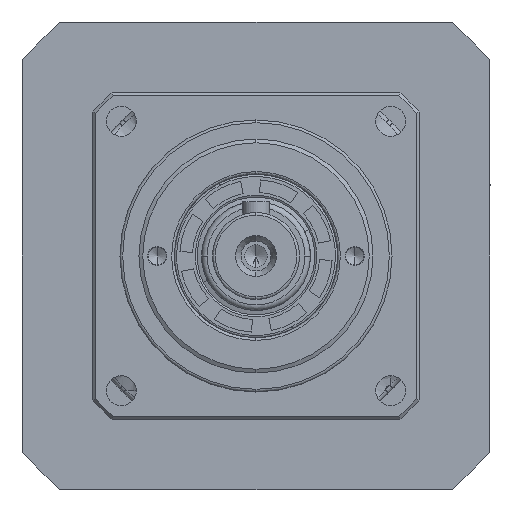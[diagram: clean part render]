
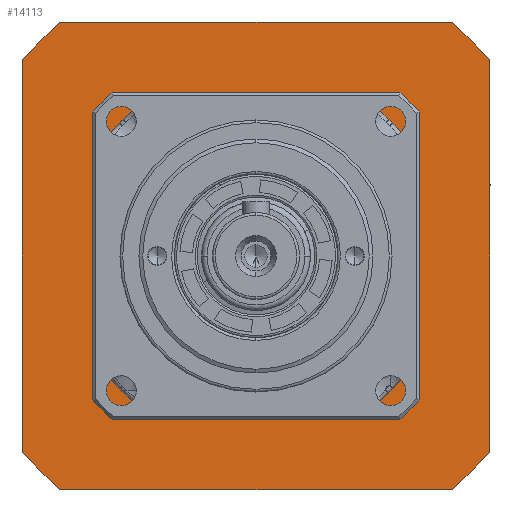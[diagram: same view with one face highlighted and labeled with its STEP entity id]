
A CAD part, left-side view. The second image highlights one B-rep face of the part: STEP entity #14113.
In plain terms, the highlighted planar face has unit normal (-1, 0, 0).
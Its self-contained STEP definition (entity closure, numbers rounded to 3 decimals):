
#240 = CARTESIAN_POINT ( 'NONE',  ( 5.5, -30., -18.028 ) ) ;
#688 = VERTEX_POINT ( 'NONE', #240 ) ;
#775 = ORIENTED_EDGE ( 'NONE', *, *, #13349, .T. ) ;
#819 = EDGE_CURVE ( 'NONE', #2786, #11914, #22258, .T. ) ;
#1498 = DIRECTION ( 'NONE',  ( -1., 0., 0. ) ) ;
#1599 = VERTEX_POINT ( 'NONE', #19102 ) ;
#1648 = DIRECTION ( 'NONE',  ( 0., 0., -1. ) ) ;
#2301 = VERTEX_POINT ( 'NONE', #8858 ) ;
#2362 = EDGE_CURVE ( 'NONE', #12838, #17107, #2366, .T. ) ;
#2366 = LINE ( 'NONE', #8483, #3701 ) ;
#2396 = FACE_BOUND ( 'NONE', #13470, .T. ) ;
#2478 = FACE_OUTER_BOUND ( 'NONE', #18527, .T. ) ;
#2629 = CARTESIAN_POINT ( 'NONE',  ( 5.5, 35.875, 43. ) ) ;
#2785 = CIRCLE ( 'NONE', #26629, 56. ) ;
#2786 = VERTEX_POINT ( 'NONE', #5095 ) ;
#2851 = CARTESIAN_POINT ( 'NONE',  ( 5.5, 43., 35.875 ) ) ;
#2865 = AXIS2_PLACEMENT_3D ( 'NONE', #11632, #11629, #11607 ) ;
#3028 = ORIENTED_EDGE ( 'NONE', *, *, #22073, .T. ) ;
#3355 = LINE ( 'NONE', #13691, #19468 ) ;
#3701 = VECTOR ( 'NONE', #8512, 1000. ) ;
#3961 = EDGE_CURVE ( 'NONE', #20439, #13658, #9927, .T. ) ;
#4160 = EDGE_CURVE ( 'NONE', #17107, #26287, #6060, .T. ) ;
#4345 = LINE ( 'NONE', #22787, #13921 ) ;
#4724 = CARTESIAN_POINT ( 'NONE',  ( 5.5, 0., 0. ) ) ;
#5095 = CARTESIAN_POINT ( 'NONE',  ( 5.5, 18.028, -30. ) ) ;
#5216 = PLANE ( 'NONE',  #20519 ) ;
#5320 = CARTESIAN_POINT ( 'NONE',  ( 5.5, -18.028, -30. ) ) ;
#5374 = LINE ( 'NONE', #20663, #6069 ) ;
#5799 = EDGE_CURVE ( 'NONE', #11914, #10622, #16574, .T. ) ;
#6060 = CIRCLE ( 'NONE', #16651, 56. ) ;
#6069 = VECTOR ( 'NONE', #1648, 1000. ) ;
#6197 = CIRCLE ( 'NONE', #2865, 35. ) ;
#6268 = VECTOR ( 'NONE', #6403, 1000. ) ;
#6398 = DIRECTION ( 'NONE',  ( 0., 0., -1. ) ) ;
#6403 = DIRECTION ( 'NONE',  ( 0., 1., 0. ) ) ;
#6425 = DIRECTION ( 'NONE',  ( -1., 0., 0. ) ) ;
#6433 = EDGE_CURVE ( 'NONE', #10622, #13303, #6197, .T. ) ;
#6463 = CARTESIAN_POINT ( 'NONE',  ( 5.5, 0., 0. ) ) ;
#6844 = DIRECTION ( 'NONE',  ( 0., 0., 1. ) ) ;
#7040 = CARTESIAN_POINT ( 'NONE',  ( 5.5, 18.028, 30. ) ) ;
#7347 = CARTESIAN_POINT ( 'NONE',  ( 5.5, -35., 0. ) ) ;
#7644 = LINE ( 'NONE', #14587, #6268 ) ;
#8483 = CARTESIAN_POINT ( 'NONE',  ( 5.5, 43., 0. ) ) ;
#8512 = DIRECTION ( 'NONE',  ( 0., 0., -1. ) ) ;
#8606 = DIRECTION ( 'NONE',  ( -1., 0., 0. ) ) ;
#8858 = CARTESIAN_POINT ( 'NONE',  ( 5.5, -35.875, 43. ) ) ;
#9256 = ORIENTED_EDGE ( 'NONE', *, *, #26644, .T. ) ;
#9427 = DIRECTION ( 'NONE',  ( -1., 0., 0. ) ) ;
#9444 = CARTESIAN_POINT ( 'NONE',  ( 5.5, -35.875, -43. ) ) ;
#9761 = DIRECTION ( 'NONE',  ( 0., 0., 1. ) ) ;
#9791 = CARTESIAN_POINT ( 'NONE',  ( 5.5, -43., 0. ) ) ;
#9874 = VECTOR ( 'NONE', #9761, 1000. ) ;
#9927 = LINE ( 'NONE', #9791, #9874 ) ;
#10001 = DIRECTION ( 'NONE',  ( -1., 0., 0. ) ) ;
#10048 = DIRECTION ( 'NONE',  ( 1., 0., 0. ) ) ;
#10622 = VERTEX_POINT ( 'NONE', #19410 ) ;
#11502 = CARTESIAN_POINT ( 'NONE',  ( 5.5, -43., -35.875 ) ) ;
#11607 = DIRECTION ( 'NONE',  ( 0., 0., 1. ) ) ;
#11629 = DIRECTION ( 'NONE',  ( 1., 0., 0. ) ) ;
#11632 = CARTESIAN_POINT ( 'NONE',  ( 5.5, 0., 0. ) ) ;
#11898 = ORIENTED_EDGE ( 'NONE', *, *, #3961, .T. ) ;
#11914 = VERTEX_POINT ( 'NONE', #15642 ) ;
#12137 = ORIENTED_EDGE ( 'NONE', *, *, #6433, .T. ) ;
#12332 = CIRCLE ( 'NONE', #12912, 35. ) ;
#12389 = CIRCLE ( 'NONE', #19998, 35. ) ;
#12676 = VERTEX_POINT ( 'NONE', #5320 ) ;
#12821 = ORIENTED_EDGE ( 'NONE', *, *, #20482, .T. ) ;
#12838 = VERTEX_POINT ( 'NONE', #2851 ) ;
#12912 = AXIS2_PLACEMENT_3D ( 'NONE', #22229, #10048, #24269 ) ;
#13303 = VERTEX_POINT ( 'NONE', #7040 ) ;
#13349 = EDGE_CURVE ( 'NONE', #12676, #2786, #4345, .T. ) ;
#13470 = EDGE_LOOP ( 'NONE', ( #23164, #12137, #12821, #18711, #9256, #15689, #775, #21501 ) ) ;
#13566 = VECTOR ( 'NONE', #17706, 1000. ) ;
#13658 = VERTEX_POINT ( 'NONE', #14065 ) ;
#13691 = CARTESIAN_POINT ( 'NONE',  ( 5.5, -35., 30. ) ) ;
#13717 = VECTOR ( 'NONE', #22674, 1000. ) ;
#13921 = VECTOR ( 'NONE', #20850, 1000. ) ;
#13950 = CARTESIAN_POINT ( 'NONE',  ( 5.5, 0., 0. ) ) ;
#14065 = CARTESIAN_POINT ( 'NONE',  ( 5.5, -43., 35.875 ) ) ;
#14113 = ADVANCED_FACE ( 'NONE', ( #2478, #2396 ), #5216, .T. ) ;
#14556 = AXIS2_PLACEMENT_3D ( 'NONE', #24916, #21858, #14929 ) ;
#14587 = CARTESIAN_POINT ( 'NONE',  ( 5.5, -35., 43. ) ) ;
#14828 = ORIENTED_EDGE ( 'NONE', *, *, #4160, .T. ) ;
#14929 = DIRECTION ( 'NONE',  ( 0., 0., 1. ) ) ;
#15642 = CARTESIAN_POINT ( 'NONE',  ( 5.5, 30., -18.028 ) ) ;
#15689 = ORIENTED_EDGE ( 'NONE', *, *, #16204, .T. ) ;
#15967 = DIRECTION ( 'NONE',  ( 0., 0., -1. ) ) ;
#16204 = EDGE_CURVE ( 'NONE', #688, #12676, #12332, .T. ) ;
#16342 = CARTESIAN_POINT ( 'NONE',  ( 5.5, 35.875, -43. ) ) ;
#16392 = ORIENTED_EDGE ( 'NONE', *, *, #23493, .T. ) ;
#16574 = LINE ( 'NONE', #17861, #13566 ) ;
#16651 = AXIS2_PLACEMENT_3D ( 'NONE', #6463, #6425, #6398 ) ;
#16852 = AXIS2_PLACEMENT_3D ( 'NONE', #22195, #10001, #24238 ) ;
#17107 = VERTEX_POINT ( 'NONE', #19309 ) ;
#17190 = VERTEX_POINT ( 'NONE', #9444 ) ;
#17706 = DIRECTION ( 'NONE',  ( 0., 0., 1. ) ) ;
#17861 = CARTESIAN_POINT ( 'NONE',  ( 5.5, 30., 0. ) ) ;
#18166 = ORIENTED_EDGE ( 'NONE', *, *, #25790, .T. ) ;
#18520 = CIRCLE ( 'NONE', #16852, 56. ) ;
#18527 = EDGE_LOOP ( 'NONE', ( #18166, #25005, #14828, #16392, #21081, #11898, #3028, #19446 ) ) ;
#18711 = ORIENTED_EDGE ( 'NONE', *, *, #24776, .T. ) ;
#19072 = DIRECTION ( 'NONE',  ( 1., 0., 0. ) ) ;
#19102 = CARTESIAN_POINT ( 'NONE',  ( 5.5, -30., 18.028 ) ) ;
#19309 = CARTESIAN_POINT ( 'NONE',  ( 5.5, 43., -35.875 ) ) ;
#19410 = CARTESIAN_POINT ( 'NONE',  ( 5.5, 30., 18.028 ) ) ;
#19446 = ORIENTED_EDGE ( 'NONE', *, *, #19834, .T. ) ;
#19468 = VECTOR ( 'NONE', #25854, 1000. ) ;
#19834 = EDGE_CURVE ( 'NONE', #2301, #24151, #7644, .T. ) ;
#19998 = AXIS2_PLACEMENT_3D ( 'NONE', #4724, #19072, #6844 ) ;
#20439 = VERTEX_POINT ( 'NONE', #11502 ) ;
#20482 = EDGE_CURVE ( 'NONE', #13303, #26154, #3355, .T. ) ;
#20519 = AXIS2_PLACEMENT_3D ( 'NONE', #7347, #9427, #23694 ) ;
#20588 = CARTESIAN_POINT ( 'NONE',  ( 5.5, -35., -43. ) ) ;
#20663 = CARTESIAN_POINT ( 'NONE',  ( 5.5, -30., 0. ) ) ;
#20781 = CARTESIAN_POINT ( 'NONE',  ( 5.5, 0., 0. ) ) ;
#20850 = DIRECTION ( 'NONE',  ( 0., 1., 0. ) ) ;
#21081 = ORIENTED_EDGE ( 'NONE', *, *, #26134, .T. ) ;
#21501 = ORIENTED_EDGE ( 'NONE', *, *, #819, .T. ) ;
#21858 = DIRECTION ( 'NONE',  ( 1., 0., 0. ) ) ;
#22073 = EDGE_CURVE ( 'NONE', #13658, #2301, #18520, .T. ) ;
#22195 = CARTESIAN_POINT ( 'NONE',  ( 5.5, 0., 0. ) ) ;
#22229 = CARTESIAN_POINT ( 'NONE',  ( 5.5, 0., 0. ) ) ;
#22258 = CIRCLE ( 'NONE', #14556, 35. ) ;
#22674 = DIRECTION ( 'NONE',  ( 0., -1., 0. ) ) ;
#22787 = CARTESIAN_POINT ( 'NONE',  ( 5.5, -35., -30. ) ) ;
#22879 = DIRECTION ( 'NONE',  ( 0., 0., -1. ) ) ;
#23164 = ORIENTED_EDGE ( 'NONE', *, *, #5799, .T. ) ;
#23493 = EDGE_CURVE ( 'NONE', #26287, #17190, #25172, .T. ) ;
#23618 = CIRCLE ( 'NONE', #24805, 56. ) ;
#23694 = DIRECTION ( 'NONE',  ( 0., 0., 1. ) ) ;
#24151 = VERTEX_POINT ( 'NONE', #2629 ) ;
#24191 = CARTESIAN_POINT ( 'NONE',  ( 5.5, -18.028, 30. ) ) ;
#24238 = DIRECTION ( 'NONE',  ( 0., 0., -1. ) ) ;
#24269 = DIRECTION ( 'NONE',  ( 0., 0., 1. ) ) ;
#24776 = EDGE_CURVE ( 'NONE', #26154, #1599, #12389, .T. ) ;
#24805 = AXIS2_PLACEMENT_3D ( 'NONE', #13950, #1498, #15967 ) ;
#24916 = CARTESIAN_POINT ( 'NONE',  ( 5.5, 0., 0. ) ) ;
#25005 = ORIENTED_EDGE ( 'NONE', *, *, #2362, .T. ) ;
#25172 = LINE ( 'NONE', #20588, #13717 ) ;
#25790 = EDGE_CURVE ( 'NONE', #24151, #12838, #2785, .T. ) ;
#25854 = DIRECTION ( 'NONE',  ( 0., -1., 0. ) ) ;
#26134 = EDGE_CURVE ( 'NONE', #17190, #20439, #23618, .T. ) ;
#26154 = VERTEX_POINT ( 'NONE', #24191 ) ;
#26287 = VERTEX_POINT ( 'NONE', #16342 ) ;
#26629 = AXIS2_PLACEMENT_3D ( 'NONE', #20781, #8606, #22879 ) ;
#26644 = EDGE_CURVE ( 'NONE', #1599, #688, #5374, .T. ) ;
